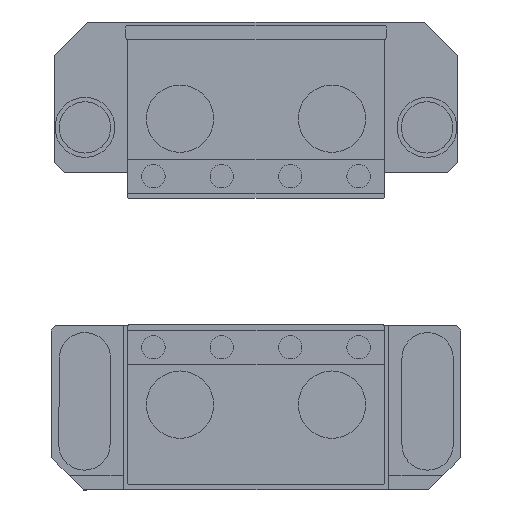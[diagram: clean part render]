
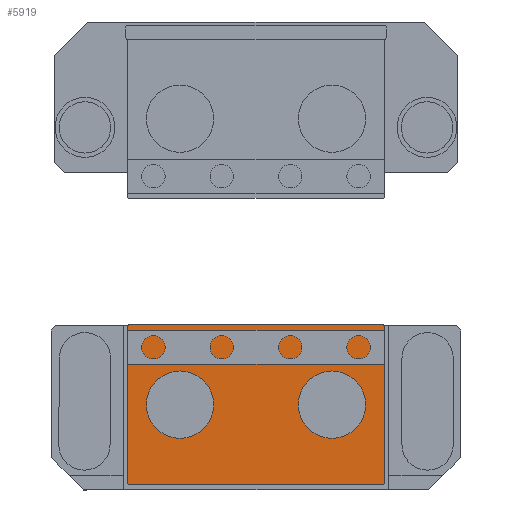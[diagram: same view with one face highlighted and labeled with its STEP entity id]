
A CAD part, top view. The second image highlights one B-rep face of the part: STEP entity #5919.
In plain terms, the highlighted planar face has unit normal (0, 0, 1).
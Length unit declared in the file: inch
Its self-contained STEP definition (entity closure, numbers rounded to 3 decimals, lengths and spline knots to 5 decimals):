
#451=FACE_BOUND('',#1055,.T.);
#452=FACE_BOUND('',#1056,.T.);
#704=FACE_OUTER_BOUND('',#1054,.T.);
#1054=EDGE_LOOP('',(#4577,#4578,#4579,#4580,#4581,#4582,#4583,#4584,#4585,
#4586,#4587,#4588,#4589,#4590,#4591,#4592));
#1055=EDGE_LOOP('',(#4593));
#1056=EDGE_LOOP('',(#4594));
#1519=LINE('',#9017,#2009);
#1520=LINE('',#9021,#2010);
#1521=LINE('',#9025,#2011);
#1522=LINE('',#9029,#2012);
#1523=LINE('',#9033,#2013);
#1524=LINE('',#9037,#2014);
#1525=LINE('',#9041,#2015);
#1526=LINE('',#9044,#2016);
#2009=VECTOR('',#7381,0.3937);
#2010=VECTOR('',#7384,0.3937);
#2011=VECTOR('',#7387,0.3937);
#2012=VECTOR('',#7390,0.3937);
#2013=VECTOR('',#7393,0.3937);
#2014=VECTOR('',#7396,0.3937);
#2015=VECTOR('',#7399,0.3937);
#2016=VECTOR('',#7402,0.3937);
#2319=CIRCLE('',#6433,0.005);
#2320=CIRCLE('',#6435,0.005);
#2321=CIRCLE('',#6436,0.005);
#2322=CIRCLE('',#6437,0.005);
#2323=CIRCLE('',#6438,0.005);
#2324=CIRCLE('',#6439,0.005);
#2325=CIRCLE('',#6440,0.005);
#2326=CIRCLE('',#6441,0.005);
#2327=CIRCLE('',#6442,0.49215);
#2328=CIRCLE('',#6443,0.49215);
#2657=VERTEX_POINT('',#9010);
#2658=VERTEX_POINT('',#9012);
#2659=VERTEX_POINT('',#9016);
#2660=VERTEX_POINT('',#9018);
#2661=VERTEX_POINT('',#9020);
#2662=VERTEX_POINT('',#9022);
#2663=VERTEX_POINT('',#9024);
#2664=VERTEX_POINT('',#9026);
#2665=VERTEX_POINT('',#9028);
#2666=VERTEX_POINT('',#9030);
#2667=VERTEX_POINT('',#9032);
#2668=VERTEX_POINT('',#9034);
#2669=VERTEX_POINT('',#9036);
#2670=VERTEX_POINT('',#9038);
#2671=VERTEX_POINT('',#9040);
#2672=VERTEX_POINT('',#9042);
#2673=VERTEX_POINT('',#9045);
#2674=VERTEX_POINT('',#9047);
#3352=EDGE_CURVE('',#2657,#2658,#2319,.T.);
#3354=EDGE_CURVE('',#2659,#2657,#1519,.T.);
#3355=EDGE_CURVE('',#2660,#2659,#2320,.T.);
#3356=EDGE_CURVE('',#2660,#2661,#1520,.T.);
#3357=EDGE_CURVE('',#2662,#2661,#2321,.T.);
#3358=EDGE_CURVE('',#2663,#2662,#1521,.T.);
#3359=EDGE_CURVE('',#2664,#2663,#2322,.T.);
#3360=EDGE_CURVE('',#2664,#2665,#1522,.T.);
#3361=EDGE_CURVE('',#2666,#2665,#2323,.T.);
#3362=EDGE_CURVE('',#2667,#2666,#1523,.T.);
#3363=EDGE_CURVE('',#2668,#2667,#2324,.T.);
#3364=EDGE_CURVE('',#2668,#2669,#1524,.T.);
#3365=EDGE_CURVE('',#2670,#2669,#2325,.T.);
#3366=EDGE_CURVE('',#2671,#2670,#1525,.T.);
#3367=EDGE_CURVE('',#2672,#2671,#2326,.T.);
#3368=EDGE_CURVE('',#2672,#2658,#1526,.T.);
#3369=EDGE_CURVE('',#2673,#2673,#2327,.T.);
#3370=EDGE_CURVE('',#2674,#2674,#2328,.T.);
#4577=ORIENTED_EDGE('',*,*,#3352,.F.);
#4578=ORIENTED_EDGE('',*,*,#3354,.F.);
#4579=ORIENTED_EDGE('',*,*,#3355,.F.);
#4580=ORIENTED_EDGE('',*,*,#3356,.T.);
#4581=ORIENTED_EDGE('',*,*,#3357,.F.);
#4582=ORIENTED_EDGE('',*,*,#3358,.F.);
#4583=ORIENTED_EDGE('',*,*,#3359,.F.);
#4584=ORIENTED_EDGE('',*,*,#3360,.T.);
#4585=ORIENTED_EDGE('',*,*,#3361,.F.);
#4586=ORIENTED_EDGE('',*,*,#3362,.F.);
#4587=ORIENTED_EDGE('',*,*,#3363,.F.);
#4588=ORIENTED_EDGE('',*,*,#3364,.T.);
#4589=ORIENTED_EDGE('',*,*,#3365,.F.);
#4590=ORIENTED_EDGE('',*,*,#3366,.F.);
#4591=ORIENTED_EDGE('',*,*,#3367,.F.);
#4592=ORIENTED_EDGE('',*,*,#3368,.T.);
#4593=ORIENTED_EDGE('',*,*,#3369,.T.);
#4594=ORIENTED_EDGE('',*,*,#3370,.T.);
#5665=PLANE('',#6434);
#5919=ADVANCED_FACE('',(#704,#451,#452),#5665,.T.);
#6433=AXIS2_PLACEMENT_3D('',#9013,#7376,#7377);
#6434=AXIS2_PLACEMENT_3D('',#9015,#7379,#7380);
#6435=AXIS2_PLACEMENT_3D('',#9019,#7382,#7383);
#6436=AXIS2_PLACEMENT_3D('',#9023,#7385,#7386);
#6437=AXIS2_PLACEMENT_3D('',#9027,#7388,#7389);
#6438=AXIS2_PLACEMENT_3D('',#9031,#7391,#7392);
#6439=AXIS2_PLACEMENT_3D('',#9035,#7394,#7395);
#6440=AXIS2_PLACEMENT_3D('',#9039,#7397,#7398);
#6441=AXIS2_PLACEMENT_3D('',#9043,#7400,#7401);
#6442=AXIS2_PLACEMENT_3D('',#9046,#7403,#7404);
#6443=AXIS2_PLACEMENT_3D('',#9048,#7405,#7406);
#7376=DIRECTION('center_axis',(0.,0.,-1.));
#7377=DIRECTION('ref_axis',(0.383,-0.924,0.));
#7379=DIRECTION('center_axis',(0.,0.,1.));
#7380=DIRECTION('ref_axis',(1.,0.,0.));
#7381=DIRECTION('',(-0.707,-0.707,0.));
#7382=DIRECTION('center_axis',(0.,0.,-1.));
#7383=DIRECTION('ref_axis',(0.924,-0.383,0.));
#7384=DIRECTION('',(0.,1.,0.));
#7385=DIRECTION('center_axis',(0.,0.,-1.));
#7386=DIRECTION('ref_axis',(0.924,0.383,0.));
#7387=DIRECTION('',(0.707,-0.707,0.));
#7388=DIRECTION('center_axis',(0.,0.,-1.));
#7389=DIRECTION('ref_axis',(0.383,0.924,0.));
#7390=DIRECTION('',(-1.,0.,0.));
#7391=DIRECTION('center_axis',(0.,0.,-1.));
#7392=DIRECTION('ref_axis',(-0.383,0.924,0.));
#7393=DIRECTION('',(0.707,0.707,0.));
#7394=DIRECTION('center_axis',(0.,0.,-1.));
#7395=DIRECTION('ref_axis',(-0.924,0.383,0.));
#7396=DIRECTION('',(0.,-1.,0.));
#7397=DIRECTION('center_axis',(0.,0.,-1.));
#7398=DIRECTION('ref_axis',(-0.924,-0.383,0.));
#7399=DIRECTION('',(-0.707,0.707,0.));
#7400=DIRECTION('center_axis',(0.,0.,-1.));
#7401=DIRECTION('ref_axis',(-0.383,-0.924,0.));
#7402=DIRECTION('',(1.,0.,0.));
#7403=DIRECTION('center_axis',(0.,0.,-1.));
#7404=DIRECTION('ref_axis',(-1.,0.,0.));
#7405=DIRECTION('center_axis',(0.,0.,-1.));
#7406=DIRECTION('ref_axis',(-1.,0.,0.));
#9010=CARTESIAN_POINT('',(-3.02491,-2.57439,0.656));
#9012=CARTESIAN_POINT('',(-3.02844,-2.57586,0.656));
#9013=CARTESIAN_POINT('Origin',(-3.02844,-2.57086,0.656));
#9015=CARTESIAN_POINT('Origin',(-4.88637,-1.41121,0.656));
#9016=CARTESIAN_POINT('',(-3.00783,-2.55732,0.656));
#9017=CARTESIAN_POINT('',(-3.19521,-2.7447,0.656));
#9018=CARTESIAN_POINT('',(-3.00637,-2.55379,0.656));
#9019=CARTESIAN_POINT('Origin',(-3.01137,-2.55379,0.656));
#9020=CARTESIAN_POINT('',(-3.00637,-0.26863,0.656));
#9021=CARTESIAN_POINT('',(-3.00637,-0.24656,0.656));
#9022=CARTESIAN_POINT('',(-3.00783,-0.26509,0.656));
#9023=CARTESIAN_POINT('Origin',(-3.01137,-0.26863,0.656));
#9024=CARTESIAN_POINT('',(-3.02491,-0.24802,0.656));
#9025=CARTESIAN_POINT('',(-3.19521,-0.07772,0.656));
#9026=CARTESIAN_POINT('',(-3.02844,-0.24656,0.656));
#9027=CARTESIAN_POINT('Origin',(-3.02844,-0.25156,0.656));
#9028=CARTESIAN_POINT('',(-6.7443,-0.24656,0.656));
#9029=CARTESIAN_POINT('',(-6.76637,-0.24656,0.656));
#9030=CARTESIAN_POINT('',(-6.74783,-0.24802,0.656));
#9031=CARTESIAN_POINT('Origin',(-6.7443,-0.25156,0.656));
#9032=CARTESIAN_POINT('',(-6.76491,-0.26509,0.656));
#9033=CARTESIAN_POINT('',(-6.57753,-0.07772,0.656));
#9034=CARTESIAN_POINT('',(-6.76637,-0.26863,0.656));
#9035=CARTESIAN_POINT('Origin',(-6.76137,-0.26863,0.656));
#9036=CARTESIAN_POINT('',(-6.76637,-2.55379,0.656));
#9037=CARTESIAN_POINT('',(-6.76637,-2.57586,0.656));
#9038=CARTESIAN_POINT('',(-6.76491,-2.55732,0.656));
#9039=CARTESIAN_POINT('Origin',(-6.76137,-2.55379,0.656));
#9040=CARTESIAN_POINT('',(-6.74783,-2.57439,0.656));
#9041=CARTESIAN_POINT('',(-6.57753,-2.7447,0.656));
#9042=CARTESIAN_POINT('',(-6.7443,-2.57586,0.656));
#9043=CARTESIAN_POINT('Origin',(-6.7443,-2.57086,0.656));
#9044=CARTESIAN_POINT('',(-3.00637,-2.57586,0.656));
#9045=CARTESIAN_POINT('',(-5.50422,-1.41121,0.656));
#9046=CARTESIAN_POINT('Origin',(-5.99637,-1.41121,0.656));
#9047=CARTESIAN_POINT('',(-3.28422,-1.41121,0.656));
#9048=CARTESIAN_POINT('Origin',(-3.77637,-1.41121,0.656));
